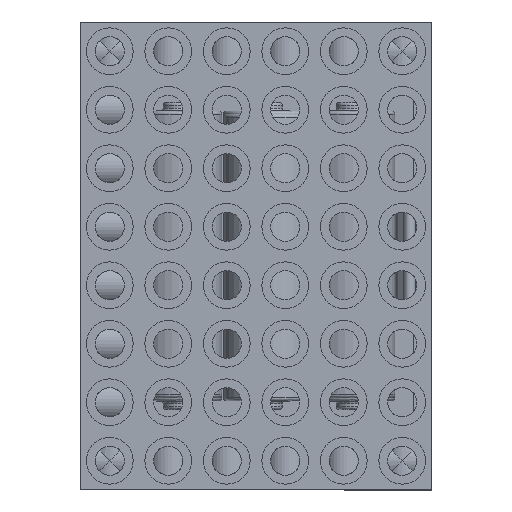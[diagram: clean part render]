
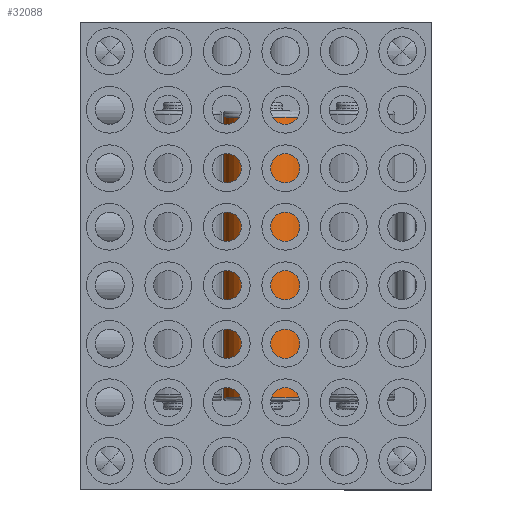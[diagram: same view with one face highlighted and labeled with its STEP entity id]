
A CAD part, front view. The second image highlights one B-rep face of the part: STEP entity #32088.
In plain terms, the highlighted cylindrical face has radius 7.25 mm (diameter 14.5 mm), a partial arc.
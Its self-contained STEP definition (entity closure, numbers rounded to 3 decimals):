
#775 = DIRECTION ( 'NONE',  ( 0., 0., 1. ) ) ;
#1433 = ORIENTED_EDGE ( 'NONE', *, *, #20978, .T. ) ;
#1889 = DIRECTION ( 'NONE',  ( 1., 0., 0. ) ) ;
#2008 = VERTEX_POINT ( 'NONE', #33914 ) ;
#2021 = AXIS2_PLACEMENT_3D ( 'NONE', #22160, #7716, #25309 ) ;
#4345 = CARTESIAN_POINT ( 'NONE',  ( 0., 0., 0.5 ) ) ;
#5199 = CARTESIAN_POINT ( 'NONE',  ( 7.25, 0., 48.5 ) ) ;
#6047 = AXIS2_PLACEMENT_3D ( 'NONE', #4345, #775, #43656 ) ;
#6355 = ORIENTED_EDGE ( 'NONE', *, *, #43089, .F. ) ;
#6574 = CARTESIAN_POINT ( 'NONE',  ( -7.25, 0., 0. ) ) ;
#7273 = AXIS2_PLACEMENT_3D ( 'NONE', #12747, #16296, #1889 ) ;
#7716 = DIRECTION ( 'NONE',  ( 0., 0., 1. ) ) ;
#8929 = ORIENTED_EDGE ( 'NONE', *, *, #41261, .T. ) ;
#10440 = VECTOR ( 'NONE', #45351, 1000. ) ;
#12747 = CARTESIAN_POINT ( 'NONE',  ( 0., 0., 48.5 ) ) ;
#16296 = DIRECTION ( 'NONE',  ( 0., 0., -1. ) ) ;
#20839 = CIRCLE ( 'NONE', #7273, 7.25 ) ;
#20978 = EDGE_CURVE ( 'NONE', #28463, #21431, #32866, .T. ) ;
#21431 = VERTEX_POINT ( 'NONE', #5199 ) ;
#22160 = CARTESIAN_POINT ( 'NONE',  ( 0., 0., 0. ) ) ;
#22980 = EDGE_CURVE ( 'NONE', #21431, #2008, #20839, .T. ) ;
#25309 = DIRECTION ( 'NONE',  ( 1., 0., 0. ) ) ;
#25793 = VECTOR ( 'NONE', #28714, 1000. ) ;
#26206 = CIRCLE ( 'NONE', #6047, 7.25 ) ;
#26247 = CARTESIAN_POINT ( 'NONE',  ( 7.25, 0., 0.5 ) ) ;
#28331 = FACE_OUTER_BOUND ( 'NONE', #32171, .T. ) ;
#28463 = VERTEX_POINT ( 'NONE', #26247 ) ;
#28714 = DIRECTION ( 'NONE',  ( 0., 0., 1. ) ) ;
#29526 = CARTESIAN_POINT ( 'NONE',  ( -7.25, 0., 0.5 ) ) ;
#29887 = VERTEX_POINT ( 'NONE', #29526 ) ;
#30560 = CYLINDRICAL_SURFACE ( 'NONE', #2021, 7.25 ) ;
#32088 = ADVANCED_FACE ( 'NONE', ( #28331 ), #30560, .T. ) ;
#32171 = EDGE_LOOP ( 'NONE', ( #6355, #8929, #1433, #41536 ) ) ;
#32866 = LINE ( 'NONE', #41552, #10440 ) ;
#33914 = CARTESIAN_POINT ( 'NONE',  ( -7.25, 0., 48.5 ) ) ;
#41261 = EDGE_CURVE ( 'NONE', #29887, #28463, #26206, .T. ) ;
#41536 = ORIENTED_EDGE ( 'NONE', *, *, #22980, .T. ) ;
#41552 = CARTESIAN_POINT ( 'NONE',  ( 7.25, 0., 0. ) ) ;
#43089 = EDGE_CURVE ( 'NONE', #29887, #2008, #44386, .T. ) ;
#43656 = DIRECTION ( 'NONE',  ( 1., 0., 0. ) ) ;
#44386 = LINE ( 'NONE', #6574, #25793 ) ;
#45351 = DIRECTION ( 'NONE',  ( 0., 0., 1. ) ) ;
